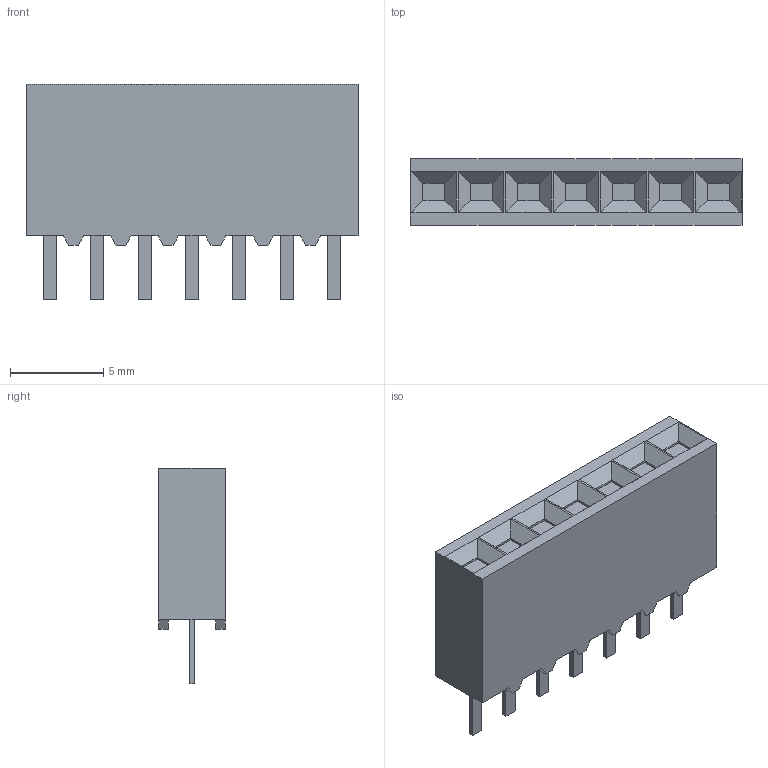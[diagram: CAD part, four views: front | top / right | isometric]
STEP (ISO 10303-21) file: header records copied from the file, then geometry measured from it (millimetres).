
FILE_DESCRIPTION((''),'2;1');
FILE_NAME('C-534237-5','2011-01-05T',('workeradm'),('Tyco Electronics Ltd.'),'PRO/ENGINEER BY PARAMETRIC TECHNOLOGY CORPORATION, 2009300','PRO/ENGINEER BY PARAMETRIC TECHNOLOGY CORPORATION, 2009300','');
FILE_SCHEMA(('AUTOMOTIVE_DESIGN { 1 0 10303 214 1 1 1 1 }'));
Length unit declared in the file: millimetre
Products named in the file (1): C-534237-5
Bounding box: 17.78 x 3.56 x 11.56 mm (x, y, z)
Volume: 501.4 mm3; surface area: 588.2 mm2
Topology: 1 solids, 1 shells, 187 faces, 464 edges, 300 vertices
Faces by surface type: plane 187
Entity records: 5662 total; most frequent: CARTESIAN_POINT 953, ORIENTED_EDGE 928, DIRECTION 838, VECTOR 464, LINE 464, EDGE_CURVE 464, VERTEX_POINT 300, EDGE_LOOP 208
